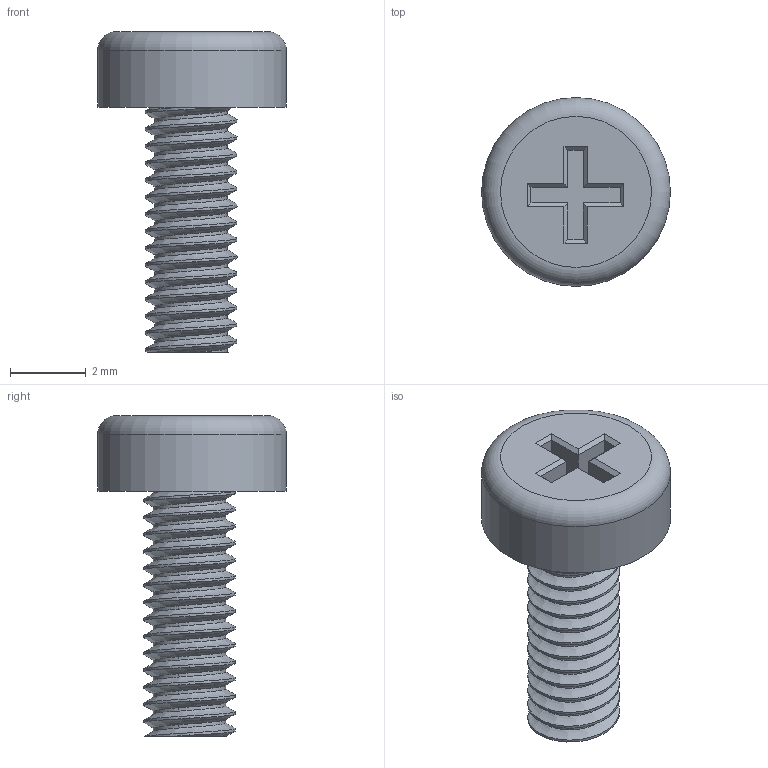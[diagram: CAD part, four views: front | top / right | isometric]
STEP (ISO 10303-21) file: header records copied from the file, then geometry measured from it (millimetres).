
FILE_DESCRIPTION(/* description */ (''),/* implementation_level */ '2;1');
FILE_NAME(/* name */ 'M2.5 v1.step',/* time_stamp */ '2023-04-07T23:05:52+03:00',/* author */ (''),/* organization */ (''),/* preprocessor_version */ 'ST-DEVELOPER v19.2',/* originating_system */ 'Autodesk Translation Framework v11.17.0.187',/* authorisation */ '');
FILE_SCHEMA (('AUTOMOTIVE_DESIGN { 1 0 10303 214 3 1 1 }'));
Length unit declared in the file: millimetre
Products named in the file (1): M2.5
Bounding box: 5 x 5 x 8.5 mm (x, y, z)
Volume: 59.8 mm3; surface area: 161.7 mm2
Topology: 2 solids, 2 shells, 64 faces, 182 edges, 123 vertices
Faces by surface type: cylinder 32, plane 29, bspline 2, torus 1
Full cylindrical faces by diameter (mm): 1.917 x13, 2.43 x9, 5 x1
Entity records: 13161 total; most frequent: CARTESIAN_POINT 11609, ORIENTED_EDGE 364, DIRECTION 234, EDGE_CURVE 182, VERTEX_POINT 123, LINE 90, VECTOR 90, B_SPLINE_CURVE_WITH_KNOTS 83
